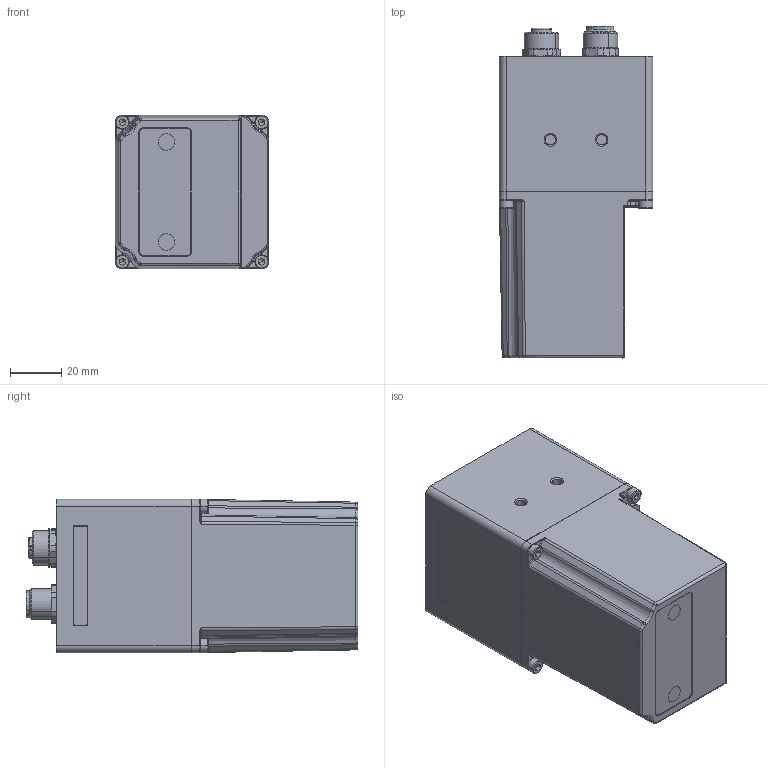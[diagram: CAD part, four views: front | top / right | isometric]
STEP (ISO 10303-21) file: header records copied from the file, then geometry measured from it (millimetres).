
FILE_DESCRIPTION((''),'2;1');
FILE_NAME('DG_141308_ZSB_EXT_ASM_ASM','2011-04-30T',('Ingenieurbuero Eiseler'),('Pepperl+Fuchs'),'PRO/ENGINEER BY PARAMETRIC TECHNOLOGY CORPORATION, 2007250','PRO/ENGINEER BY PARAMETRIC TECHNOLOGY CORPORATION, 2007250','');
FILE_SCHEMA(('CONFIG_CONTROL_DESIGN'));
Length unit declared in the file: millimetre
Products named in the file (26): PRT0001; DG_04CB71_RUECKWAND_AL_M12_3X_1; LICHTLEITER_SENKKOPF_D2_8X7_9_1; DG_04CB71_RUECKWAND_FOLIE___1; DG_04CB71_RUECKWAND__ASM_1_ASM; MANIFOLD_SOLID_BREP_71_1; MANIFOLD_SOLID_BREP_72_1; KBORAC9EP5ZX_ASM_1_ASM; STECKVERBINDER_99-3732-201-04_A_ASM; MANIFOLD_SOLID_BREP_195_1; MANIFOLD_SOLID_BREP_196_1; KBOR60A2PVFK_ASM_1_ASM; STECKVERBINDER_99-3481-200-08_A_ASM; BREP_WITH_VOIDS_95_1; MANIFOLD_SOLID_BREP_6249_1; MANIFOLD_SOLID_BREP_6250_1; CERLB8C9WOVG_ASM_1_ASM; STECKVERBINDER_99-3442-458-05_A_ASM; DDE1680_MAC42X_RUECKW_INT_DUMMY_ASM; PRT0002; DDE1680_MAC42X_RUECKW_DSP_DUMMY_ASM; DDE0359_04C449_1; PRT0003; PRT0004; DDE0359_MAC401_LABEL_SKIZZE_1; DG_141308_ZSB_EXT_ASM_ASM
Assembly tree (35 placements, depth 6):
  DG_141308_ZSB_EXT_ASM_ASM
    DDE1680_MAC42X_RUECKW_DSP_DUMMY_ASM
      PRT0001
      DDE1680_MAC42X_RUECKW_INT_DUMMY_ASM
        DG_04CB71_RUECKWAND__ASM_1_ASM
          DG_04CB71_RUECKWAND_AL_M12_3X_1
          LICHTLEITER_SENKKOPF_D2_8X7_9_1  x5
          DG_04CB71_RUECKWAND_FOLIE___1
        STECKVERBINDER_99-3732-201-04_A_ASM
          KBORAC9EP5ZX_ASM_1_ASM
            MANIFOLD_SOLID_BREP_71_1
            MANIFOLD_SOLID_BREP_72_1
        STECKVERBINDER_99-3481-200-08_A_ASM
          KBOR60A2PVFK_ASM_1_ASM
            MANIFOLD_SOLID_BREP_195_1
            MANIFOLD_SOLID_BREP_196_1
        STECKVERBINDER_99-3442-458-05_A_ASM
          CERLB8C9WOVG_ASM_1_ASM
            BREP_WITH_VOIDS_95_1
            MANIFOLD_SOLID_BREP_6249_1
            MANIFOLD_SOLID_BREP_6250_1
      PRT0002  x4
    DDE0359_04C449_1
    PRT0003
    PRT0004  x4
    DDE0359_MAC401_LABEL_SKIZZE_1
Bounding box: 60 x 129.7 x 60 mm (x, y, z)
Volume: 360739.3 mm3; surface area: 70705.2 mm2
Topology: 32 solids, 32 shells, 1113 faces, 3727 edges, 2981 vertices
Faces by surface type: plane 401, cylinder 371, cone 188, bspline 75, torus 55, sphere 16, extrusion 7
Entity records: 45440 total; most frequent: CARTESIAN_POINT 9317, DIRECTION 6011, ORIENTED_EDGE 4484, PRESENTATION_STYLE_ASSIGNMENT 2652, STYLED_ITEM 2652, CURVE_STYLE 2582, EDGE_CURVE 2242, AXIS2_PLACEMENT_3D 2009
